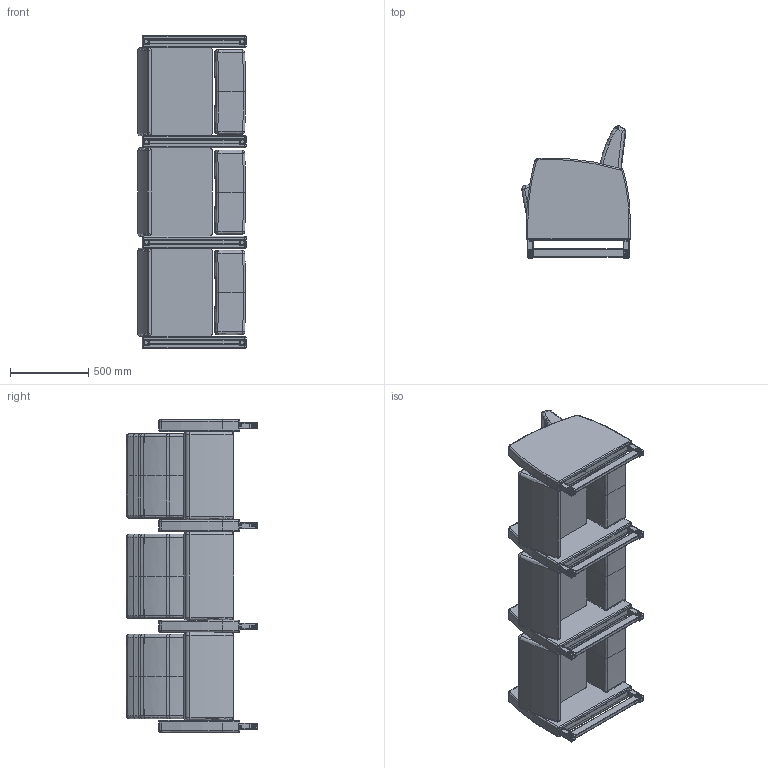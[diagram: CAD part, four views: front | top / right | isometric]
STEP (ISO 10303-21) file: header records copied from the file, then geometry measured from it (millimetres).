
FILE_DESCRIPTION(/* description */ (''),/* implementation_level */ '2;1');
FILE_NAME(/* name */ 'KOU39IF.stp',/* time_stamp */ '2018-05-23T08:35:34-04:00',/* author */ ('emehringer'),/* organization */ (''),/* preprocessor_version */ 'ST-DEVELOPER v16.13',/* originating_system */ 'Autodesk Inventor 2018',/* authorisation */ '');
FILE_SCHEMA (('AUTOMOTIVE_DESIGN { 1 0 10303 214 3 1 1 }'));
Length unit declared in the file: inch
Products named in the file (8): KOU39IF; KOU10 NEW BACK; KOU10 SEAT; KOU10 UARM; KOU19SLED; LEG CAP 1.5-1; LEG CAP 1.5-1_1; GLD BLK 5-16
Assembly tree (24 placements, depth 3):
  KOU39IF
    KOU10 NEW BACK  x3
    KOU10 SEAT  x3
    KOU10 UARM  x4
    KOU19SLED  x4
    LEG CAP 1.5-1  x8
      LEG CAP 1.5-1_1
      GLD BLK 5-16
Bounding box: 693 x 843.84 x 2000.25 mm (x, y, z)
Volume: 382450677.9 mm3; surface area: 10489830.6 mm2
Topology: 42 solids, 58 shells, 6123 faces, 13103 edges, 7094 vertices
Faces by surface type: cylinder 1886, bspline 1388, torus 1328, plane 1321, sphere 160, cone 40
Full cylindrical faces by diameter (mm): 6.528 x16, 7.925 x16, 7.938 x8, 9.525 x8, 9.906 x16, 11.989 x8, 31.75 x8
Entity records: 34635 total; most frequent: CARTESIAN_POINT 15926, ORIENTED_EDGE 3910, DIRECTION 3630, EDGE_CURVE 1957, AXIS2_PLACEMENT_3D 1460, VERTEX_POINT 1091, EDGE_LOOP 934, FACE_OUTER_BOUND 902
